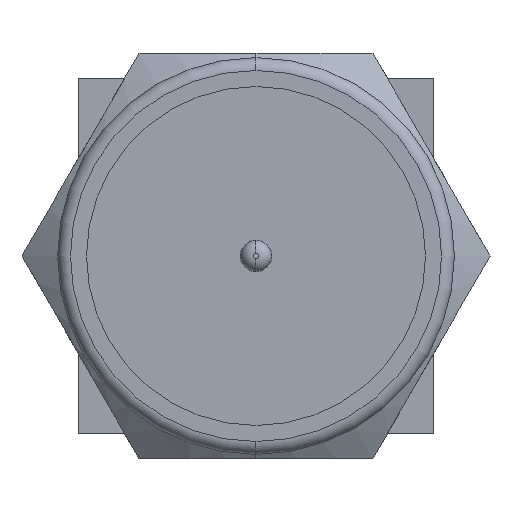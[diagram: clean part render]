
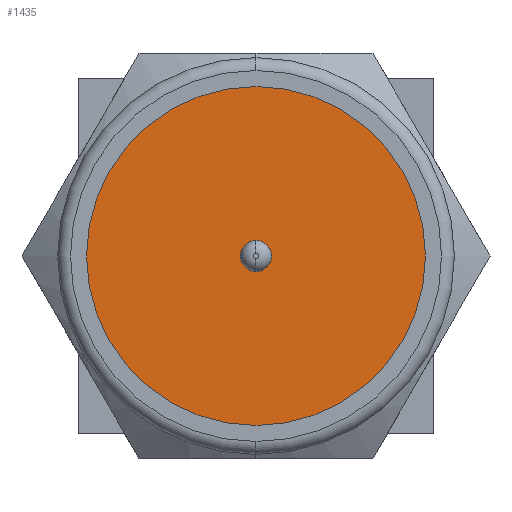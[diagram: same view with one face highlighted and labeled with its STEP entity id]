
A CAD part, left-side view. The second image highlights one B-rep face of the part: STEP entity #1435.
In plain terms, the highlighted planar face has unit normal (-1, 0, 0).
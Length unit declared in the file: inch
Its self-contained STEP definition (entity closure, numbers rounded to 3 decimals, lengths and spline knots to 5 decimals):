
#8 = CARTESIAN_POINT ( 'NONE',  ( -0.32, 0., 0. ) ) ;
#13 = CIRCLE ( 'NONE', #573, 0.01214 ) ;
#144 = EDGE_LOOP ( 'NONE', ( #966, #1618 ) ) ;
#176 = DIRECTION ( 'NONE',  ( 0., 0., 1. ) ) ;
#273 = VERTEX_POINT ( 'NONE', #1625 ) ;
#294 = CARTESIAN_POINT ( 'NONE',  ( -0.32, 0., 0. ) ) ;
#405 = CIRCLE ( 'NONE', #1193, 0.01214 ) ;
#490 = DIRECTION ( 'NONE',  ( -1., 0., 0. ) ) ;
#514 = AXIS2_PLACEMENT_3D ( 'NONE', #702, #685, #1941 ) ;
#539 = FACE_OUTER_BOUND ( 'NONE', #1126, .T. ) ;
#565 = VERTEX_POINT ( 'NONE', #1453 ) ;
#573 = AXIS2_PLACEMENT_3D ( 'NONE', #294, #490, #176 ) ;
#647 = DIRECTION ( 'NONE',  ( 0., 0., 1. ) ) ;
#685 = DIRECTION ( 'NONE',  ( -1., 0., 0. ) ) ;
#702 = CARTESIAN_POINT ( 'NONE',  ( -0.32, 0., 0. ) ) ;
#737 = AXIS2_PLACEMENT_3D ( 'NONE', #969, #1588, #1926 ) ;
#769 = ORIENTED_EDGE ( 'NONE', *, *, #1158, .T. ) ;
#779 = DIRECTION ( 'NONE',  ( -1., 0., 0. ) ) ;
#792 = VERTEX_POINT ( 'NONE', #1687 ) ;
#943 = ORIENTED_EDGE ( 'NONE', *, *, #957, .T. ) ;
#957 = EDGE_CURVE ( 'NONE', #565, #1800, #1978, .T. ) ;
#966 = ORIENTED_EDGE ( 'NONE', *, *, #1362, .F. ) ;
#969 = CARTESIAN_POINT ( 'NONE',  ( -0.32, 0., 0. ) ) ;
#971 = AXIS2_PLACEMENT_3D ( 'NONE', #1554, #779, #1108 ) ;
#1108 = DIRECTION ( 'NONE',  ( 0., 0., 1. ) ) ;
#1110 = FACE_BOUND ( 'NONE', #144, .T. ) ;
#1126 = EDGE_LOOP ( 'NONE', ( #769, #943 ) ) ;
#1158 = EDGE_CURVE ( 'NONE', #1800, #565, #1844, .T. ) ;
#1193 = AXIS2_PLACEMENT_3D ( 'NONE', #8, #1414, #647 ) ;
#1272 = EDGE_CURVE ( 'NONE', #792, #273, #405, .T. ) ;
#1362 = EDGE_CURVE ( 'NONE', #273, #792, #13, .T. ) ;
#1414 = DIRECTION ( 'NONE',  ( -1., 0., 0. ) ) ;
#1435 = ADVANCED_FACE ( 'NONE', ( #1110, #539 ), #1627, .T. ) ;
#1453 = CARTESIAN_POINT ( 'NONE',  ( -0.32, 0., -0.13171 ) ) ;
#1554 = CARTESIAN_POINT ( 'NONE',  ( -0.32, 0., 0. ) ) ;
#1588 = DIRECTION ( 'NONE',  ( -1., 0., 0. ) ) ;
#1618 = ORIENTED_EDGE ( 'NONE', *, *, #1272, .F. ) ;
#1625 = CARTESIAN_POINT ( 'NONE',  ( -0.32, 0., -0.01214 ) ) ;
#1627 = PLANE ( 'NONE',  #514 ) ;
#1687 = CARTESIAN_POINT ( 'NONE',  ( -0.32, 0., 0.01214 ) ) ;
#1800 = VERTEX_POINT ( 'NONE', #2036 ) ;
#1844 = CIRCLE ( 'NONE', #971, 0.13171 ) ;
#1926 = DIRECTION ( 'NONE',  ( 0., 0., 1. ) ) ;
#1941 = DIRECTION ( 'NONE',  ( 0., 0., 1. ) ) ;
#1978 = CIRCLE ( 'NONE', #737, 0.13171 ) ;
#2036 = CARTESIAN_POINT ( 'NONE',  ( -0.32, 0., 0.13171 ) ) ;
